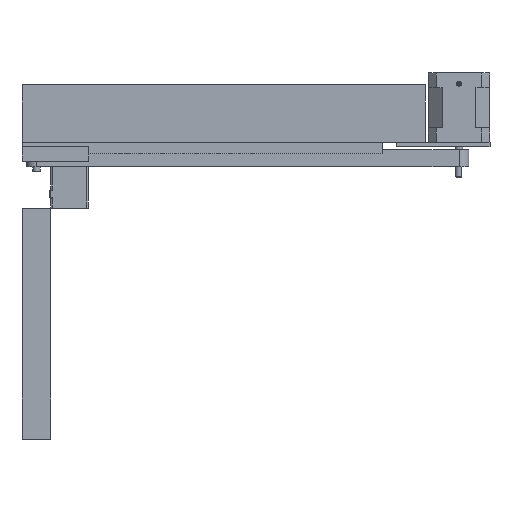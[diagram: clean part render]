
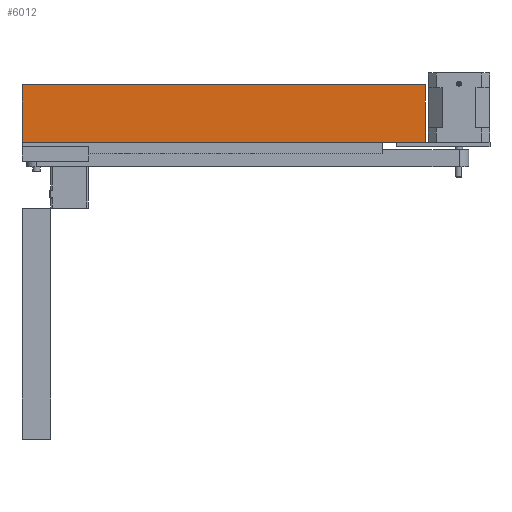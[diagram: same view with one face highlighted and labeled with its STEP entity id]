
A CAD part, left-side view. The second image highlights one B-rep face of the part: STEP entity #6012.
In plain terms, the highlighted planar face has unit normal (-1, 0, 0).
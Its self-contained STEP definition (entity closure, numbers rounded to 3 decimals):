
#702=FACE_OUTER_BOUND('',#1085,.T.);
#1085=EDGE_LOOP('',(#4365,#4366,#4367,#4368));
#1547=LINE('',#9310,#2126);
#1548=LINE('',#9313,#2127);
#1549=LINE('',#9315,#2128);
#1550=LINE('',#9316,#2129);
#2126=VECTOR('',#7400,10.);
#2127=VECTOR('',#7403,10.);
#2128=VECTOR('',#7404,10.);
#2129=VECTOR('',#7405,10.);
#2708=VERTEX_POINT('',#9303);
#2711=VERTEX_POINT('',#9308);
#2712=VERTEX_POINT('',#9312);
#2713=VERTEX_POINT('',#9314);
#3315=EDGE_CURVE('',#2708,#2711,#1547,.T.);
#3316=EDGE_CURVE('',#2712,#2708,#1548,.T.);
#3317=EDGE_CURVE('',#2713,#2711,#1549,.T.);
#3318=EDGE_CURVE('',#2712,#2713,#1550,.T.);
#4365=ORIENTED_EDGE('',*,*,#3316,.T.);
#4366=ORIENTED_EDGE('',*,*,#3315,.T.);
#4367=ORIENTED_EDGE('',*,*,#3317,.F.);
#4368=ORIENTED_EDGE('',*,*,#3318,.F.);
#5784=PLANE('',#6477);
#6012=ADVANCED_FACE('',(#702),#5784,.T.);
#6477=AXIS2_PLACEMENT_3D('',#9311,#7401,#7402);
#7400=DIRECTION('',(0.,0.,-1.));
#7401=DIRECTION('center_axis',(-1.,0.,0.));
#7402=DIRECTION('ref_axis',(0.,1.,0.));
#7403=DIRECTION('',(0.,1.,0.));
#7404=DIRECTION('',(0.,1.,0.));
#7405=DIRECTION('',(0.,0.,-1.));
#9303=CARTESIAN_POINT('',(-66.5,130.,0.));
#9308=CARTESIAN_POINT('',(-66.5,130.,-40.));
#9310=CARTESIAN_POINT('',(-66.5,130.,0.));
#9311=CARTESIAN_POINT('Origin',(-66.5,-150.,0.));
#9312=CARTESIAN_POINT('',(-66.5,-150.,0.));
#9313=CARTESIAN_POINT('',(-66.5,-150.,0.));
#9314=CARTESIAN_POINT('',(-66.5,-150.,-40.));
#9315=CARTESIAN_POINT('',(-66.5,-150.,-40.));
#9316=CARTESIAN_POINT('',(-66.5,-150.,0.));
